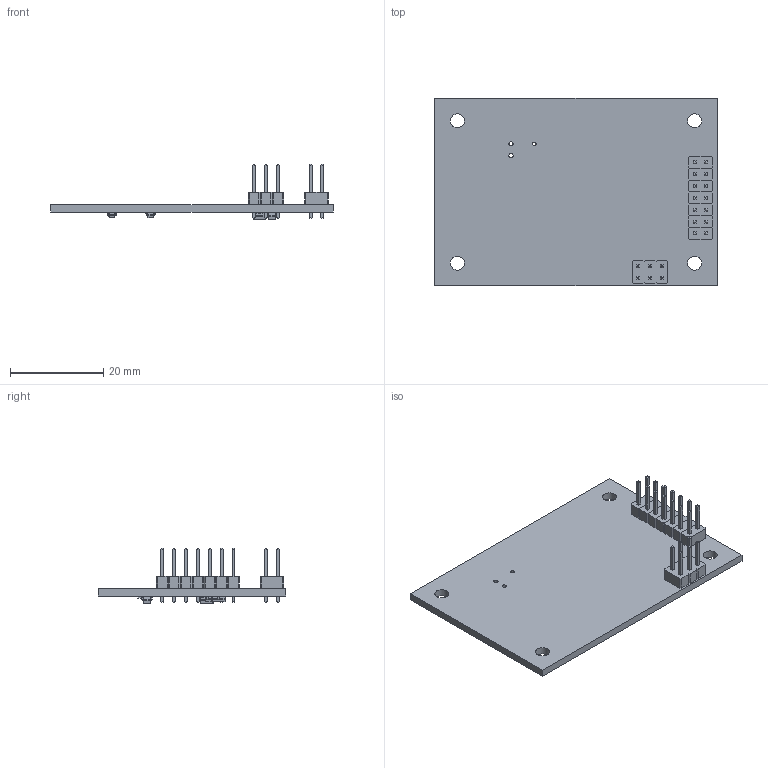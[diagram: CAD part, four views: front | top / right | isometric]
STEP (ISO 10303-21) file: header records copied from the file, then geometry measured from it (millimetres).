
FILE_DESCRIPTION(('KiCad electronic assembly'),'2;1');
FILE_NAME('PCRD04B.step','2022-04-06T13:45:09',('Pcbnew'),('Kicad'), 'Open CASCADE STEP processor 7.5','KiCad to STEP converter','Unknown' );
FILE_SCHEMA(('AUTOMOTIVE_DESIGN { 1 0 10303 214 1 1 1 1 }'));
Length unit declared in the file: millimetre
Products named in the file (12): PCRD04B 1; PinHeader_2x03_P2.54mm_Vertical; SOLID; PinHeader_2x01_P2.54mm_Vertical; SOT-23; SOT-23-5; R_0805_2012Metric; tmpd52qw2s9 PCB
Assembly tree (19 placements, depth 3):
  PCRD04B 1
    PinHeader_2x03_P2.54mm_Vertical
      SOLID
    PinHeader_2x01_P2.54mm_Vertical  x7
      SOLID
    SOT-23  x2
      SOLID
    SOT-23-5  x2
      SOLID
    R_0805_2012Metric
      SOLID
    tmpd52qw2s9 PCB
Bounding box: 60.45 x 40.13 x 11.79 mm (x, y, z)
Volume: 4233.8 mm3; surface area: 6384.9 mm2
Topology: 14 solids, 14 shells, 881 faces, 2103 edges, 1290 vertices
Faces by surface type: bspline 848, cylinder 27, plane 6
Full cylindrical faces by diameter (mm): 0.762 x1, 0.889 x22, 3 x4
Entity records: 26115 total; most frequent: CARTESIAN_POINT 9064, B_SPLINE_CURVE_WITH_KNOTS 2627, ORIENTED_EDGE 2044, PCURVE 2044, DEFINITIONAL_REPRESENTATION 2044, EDGE_CURVE 1022, SURFACE_CURVE 995, VERTEX_POINT 630
